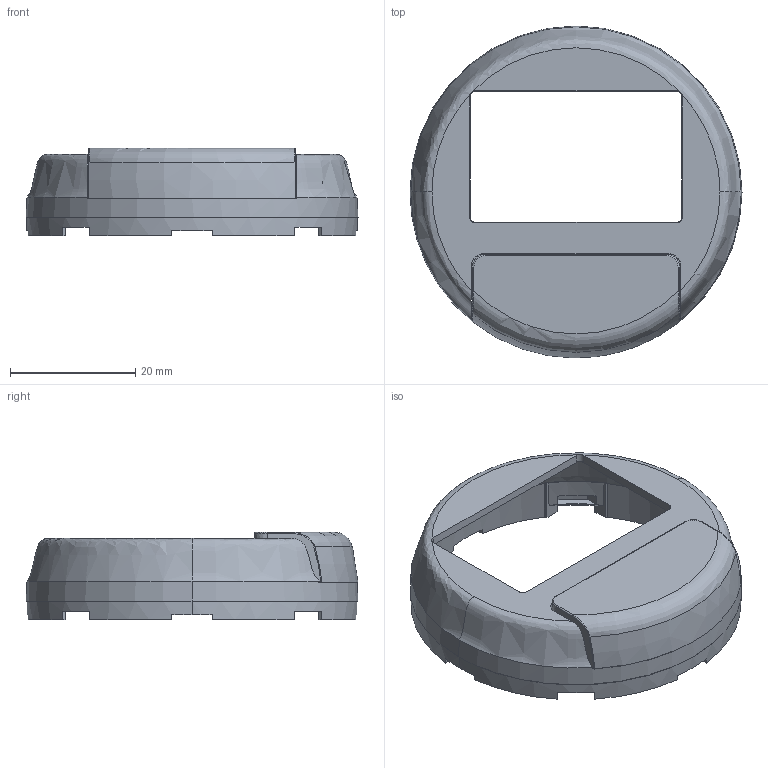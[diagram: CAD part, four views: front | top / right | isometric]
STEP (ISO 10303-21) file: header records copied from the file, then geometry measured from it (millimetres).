
FILE_DESCRIPTION(('CATIA V5 STEP Exchange','CAx-IF Rec.Pracs.--- Model Styling and Organization---1.5--- 2016-08-15','CAx-IF Rec.Pracs.---Supplemental Geometry---1.0---2011-11-01','CAx-IF Rec.Pracs.--- Composite Materials ---1.1---2010-07-15'),'2;1');
FILE_NAME('CB0278s.stp','2024-02-28T10:10:12+00:00',('none'),('none'),'CATIA Version 5-6 Release 2020 SP5','CATIA V5 STEP AP214 v2','none');
FILE_SCHEMA(('AUTOMOTIVE_DESIGN { 1 0 10303 214 1 1 1 1 }'));
Length unit declared in the file: millimetre
Products named in the file (1): CB0278 _AllCATPart
Bounding box: 53 x 53 x 14 mm (x, y, z)
Volume: 6292.1 mm3; surface area: 7164.1 mm2
Topology: 1 solids, 1 shells, 228 faces, 712 edges, 485 vertices
Faces by surface type: plane 136, bspline 30, cone 26, cylinder 22, revolution 10, torus 4
Entity records: 9379 total; most frequent: CARTESIAN_POINT 3848, ORIENTED_EDGE 1424, EDGE_CURVE 712, DIRECTION 681, VERTEX_POINT 485, B_SPLINE_CURVE_WITH_KNOTS 353, VECTOR 268, LINE 268
